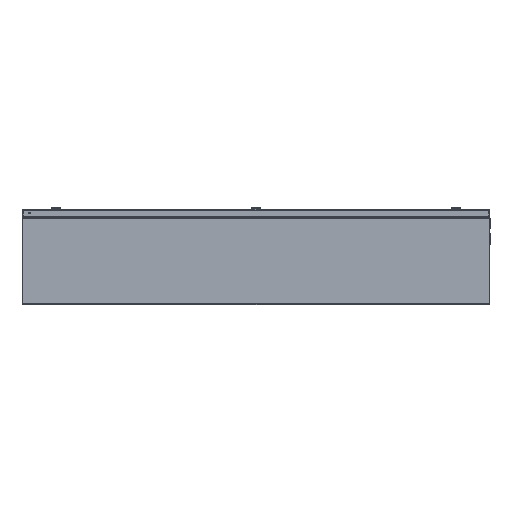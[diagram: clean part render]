
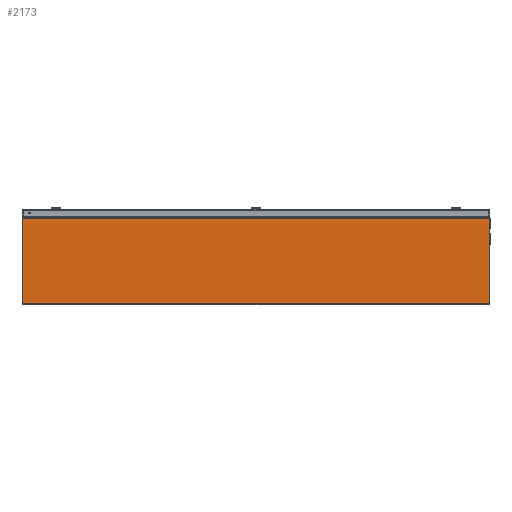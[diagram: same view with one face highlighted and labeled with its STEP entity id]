
A CAD part, left-side view. The second image highlights one B-rep face of the part: STEP entity #2173.
In plain terms, the highlighted planar face has unit normal (-1, 0, 0).
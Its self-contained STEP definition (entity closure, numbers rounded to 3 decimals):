
#1182 = FACE_OUTER_BOUND ( 'NONE', #24006, .T. ) ;
#2173 = ADVANCED_FACE ( 'NONE', ( #1182 ), #24703, .F. ) ;
#2705 = LINE ( 'NONE', #13146, #13654 ) ;
#4611 = CARTESIAN_POINT ( 'NONE',  ( -325., -698.6, 258.6 ) ) ;
#5179 = DIRECTION ( 'NONE',  ( 0., 0., 1. ) ) ;
#5487 = CARTESIAN_POINT ( 'NONE',  ( -325., -698.6, 257.6 ) ) ;
#6652 = LINE ( 'NONE', #8712, #7640 ) ;
#6966 = AXIS2_PLACEMENT_3D ( 'NONE', #11753, #13817, #13669 ) ;
#7640 = VECTOR ( 'NONE', #8443, 1000. ) ;
#8432 = ORIENTED_EDGE ( 'NONE', *, *, #19802, .T. ) ;
#8443 = DIRECTION ( 'NONE',  ( 0., -1., 0. ) ) ;
#8712 = CARTESIAN_POINT ( 'NONE',  ( -325., 698.6, 257.6 ) ) ;
#8962 = VECTOR ( 'NONE', #16362, 1000. ) ;
#10111 = EDGE_CURVE ( 'NONE', #16409, #20178, #2705, .T. ) ;
#10921 = DIRECTION ( 'NONE',  ( 0., 0., 1. ) ) ;
#11075 = ORIENTED_EDGE ( 'NONE', *, *, #12924, .T. ) ;
#11753 = CARTESIAN_POINT ( 'NONE',  ( -325., 698.6, 258.6 ) ) ;
#12924 = EDGE_CURVE ( 'NONE', #17940, #18228, #25815, .T. ) ;
#13146 = CARTESIAN_POINT ( 'NONE',  ( -325., 698.6, 258.6 ) ) ;
#13654 = VECTOR ( 'NONE', #5179, 1000. ) ;
#13669 = DIRECTION ( 'NONE',  ( 0., 0., -1. ) ) ;
#13817 = DIRECTION ( 'NONE',  ( 1., 0., 0. ) ) ;
#14024 = LINE ( 'NONE', #22438, #8962 ) ;
#16362 = DIRECTION ( 'NONE',  ( 0., -1., 0. ) ) ;
#16409 = VERTEX_POINT ( 'NONE', #23872 ) ;
#17940 = VERTEX_POINT ( 'NONE', #25374 ) ;
#18228 = VERTEX_POINT ( 'NONE', #5487 ) ;
#18829 = EDGE_CURVE ( 'NONE', #20178, #18228, #6652, .T. ) ;
#19051 = CARTESIAN_POINT ( 'NONE',  ( -325., 698.6, 257.6 ) ) ;
#19802 = EDGE_CURVE ( 'NONE', #16409, #17940, #14024, .T. ) ;
#20132 = VECTOR ( 'NONE', #10921, 1000. ) ;
#20178 = VERTEX_POINT ( 'NONE', #19051 ) ;
#20430 = ORIENTED_EDGE ( 'NONE', *, *, #10111, .F. ) ;
#22438 = CARTESIAN_POINT ( 'NONE',  ( -325., 698.6, 2.4 ) ) ;
#23872 = CARTESIAN_POINT ( 'NONE',  ( -325., 698.6, 2.4 ) ) ;
#24006 = EDGE_LOOP ( 'NONE', ( #11075, #24905, #20430, #8432 ) ) ;
#24703 = PLANE ( 'NONE',  #6966 ) ;
#24905 = ORIENTED_EDGE ( 'NONE', *, *, #18829, .F. ) ;
#25374 = CARTESIAN_POINT ( 'NONE',  ( -325., -698.6, 2.4 ) ) ;
#25815 = LINE ( 'NONE', #4611, #20132 ) ;
